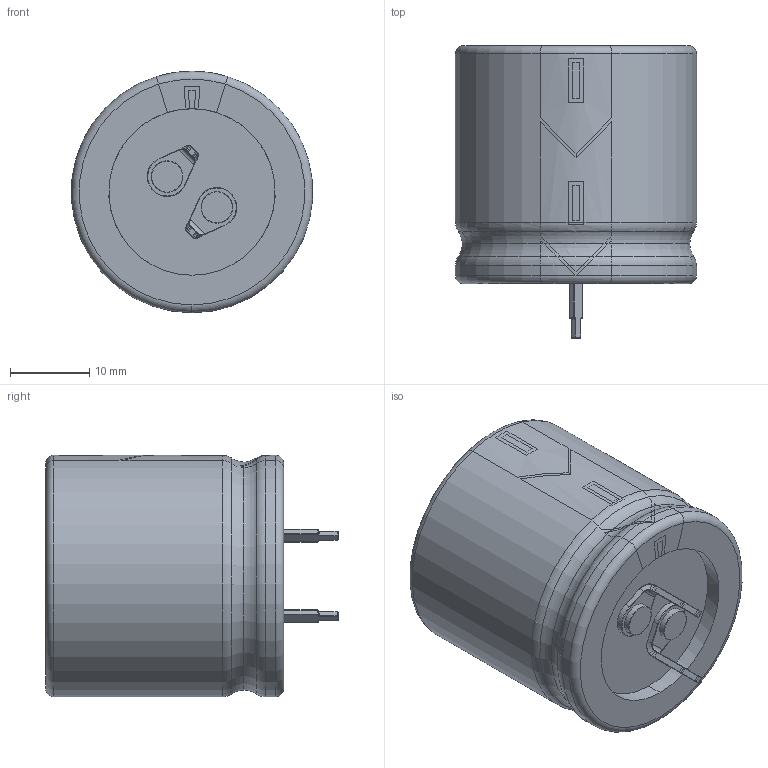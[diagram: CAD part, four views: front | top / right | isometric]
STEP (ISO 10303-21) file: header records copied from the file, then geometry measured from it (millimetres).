
FILE_DESCRIPTION (( 'STEP AP214' ), '1' );
FILE_NAME ('User Library-Assy_CE_R400_D1200_H1450.STEP', '2020-08-02T13:25:04', ( 'pkot' ), ( '' ), 'SwSTEP 2.0', 'SolidWorks 2020', '' );
FILE_SCHEMA (( 'AUTOMOTIVE_DESIGN' ));
Length unit declared in the file: millimetre
Products named in the file (3): User Library-Assy_CE_R400_D1200_H1450_CE_R400_D1200_H1450_Domyslna; User Library-Assy_CE_R400_D1200_H1450_pin_Domyslna; User Library-Assy_CE_R400_D1200_H1450
Assembly tree (3 placements, depth 2):
  User Library-Assy_CE_R400_D1200_H1450
    User Library-Assy_CE_R400_D1200_H1450_CE_R400_D1200_H1450_Domyslna
    User Library-Assy_CE_R400_D1200_H1450_pin_Domyslna  x2
Bounding box: 30.41 x 36.89 x 30.48 mm (x, y, z)
Volume: 20937.8 mm3; surface area: 4647.6 mm2
Topology: 3 solids, 3 shells, 230 faces, 564 edges, 345 vertices
Faces by surface type: cylinder 75, torus 69, plane 54, bspline 32
Entity records: 6895 total; most frequent: CARTESIAN_POINT 1690, ORIENTED_EDGE 748, DIRECTION 739, EDGE_CURVE 374, AXIS2_PLACEMENT_3D 310, VERTEX_POINT 233, CIRCLE 171, UNCERTAINTY_MEASURE_WITH_UNIT 154
